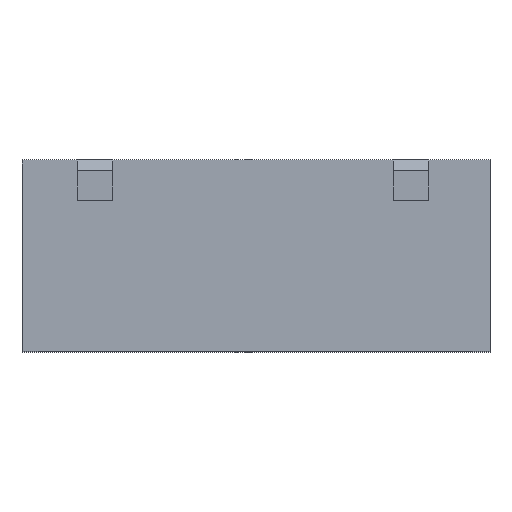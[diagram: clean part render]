
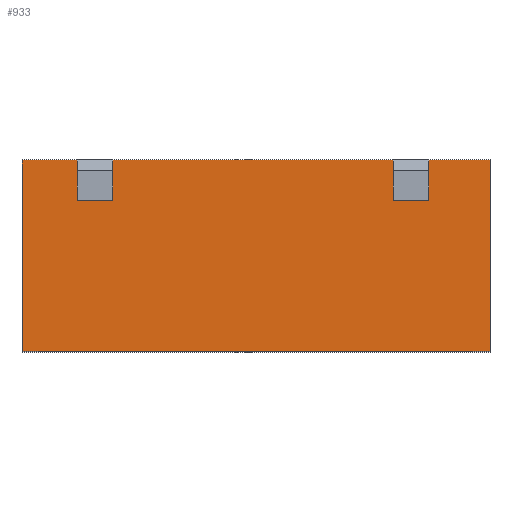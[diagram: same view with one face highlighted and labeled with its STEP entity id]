
A CAD part, top view. The second image highlights one B-rep face of the part: STEP entity #933.
In plain terms, the highlighted planar face has unit normal (0, 0, 1).
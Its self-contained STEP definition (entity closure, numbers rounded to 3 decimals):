
#47 = VECTOR ( 'NONE', #217, 1000. ) ;
#48 = LINE ( 'NONE', #1004, #47 ) ;
#68 = VECTOR ( 'NONE', #545, 1000. ) ;
#92 = VECTOR ( 'NONE', #640, 1000. ) ;
#129 = DIRECTION ( 'NONE',  ( 0., -1., 0. ) ) ;
#147 = EDGE_LOOP ( 'NONE', ( #265, #892, #471, #262 ) ) ;
#204 = CARTESIAN_POINT ( 'NONE',  ( 0., -19.563, 29.911 ) ) ;
#208 = PLANE ( 'NONE',  #863 ) ;
#217 = DIRECTION ( 'NONE',  ( 1., 0., 0. ) ) ;
#223 = EDGE_CURVE ( 'NONE', #849, #491, #564, .T. ) ;
#245 = CARTESIAN_POINT ( 'NONE',  ( -110., -19.563, 29.911 ) ) ;
#256 = VERTEX_POINT ( 'NONE', #996 ) ;
#262 = ORIENTED_EDGE ( 'NONE', *, *, #801, .T. ) ;
#265 = ORIENTED_EDGE ( 'NONE', *, *, #223, .F. ) ;
#267 = VECTOR ( 'NONE', #922, 1000. ) ;
#291 = EDGE_CURVE ( 'NONE', #340, #849, #48, .T. ) ;
#336 = CARTESIAN_POINT ( 'NONE',  ( 0., 25.437, 29.911 ) ) ;
#340 = VERTEX_POINT ( 'NONE', #935 ) ;
#429 = FACE_OUTER_BOUND ( 'NONE', #147, .T. ) ;
#471 = ORIENTED_EDGE ( 'NONE', *, *, #616, .T. ) ;
#474 = CARTESIAN_POINT ( 'NONE',  ( -110., 25.437, 29.911 ) ) ;
#491 = VERTEX_POINT ( 'NONE', #204 ) ;
#537 = LINE ( 'NONE', #245, #267 ) ;
#545 = DIRECTION ( 'NONE',  ( 0., -1., 0. ) ) ;
#564 = LINE ( 'NONE', #336, #92 ) ;
#616 = EDGE_CURVE ( 'NONE', #340, #256, #914, .T. ) ;
#640 = DIRECTION ( 'NONE',  ( 0., -1., 0. ) ) ;
#799 = CARTESIAN_POINT ( 'NONE',  ( 0., 25.437, 29.911 ) ) ;
#801 = EDGE_CURVE ( 'NONE', #256, #491, #537, .T. ) ;
#829 = DIRECTION ( 'NONE',  ( 0., 0., 1. ) ) ;
#849 = VERTEX_POINT ( 'NONE', #799 ) ;
#863 = AXIS2_PLACEMENT_3D ( 'NONE', #907, #829, #129 ) ;
#892 = ORIENTED_EDGE ( 'NONE', *, *, #291, .F. ) ;
#907 = CARTESIAN_POINT ( 'NONE',  ( -110., 25.437, 29.911 ) ) ;
#914 = LINE ( 'NONE', #474, #68 ) ;
#922 = DIRECTION ( 'NONE',  ( 1., 0., 0. ) ) ;
#933 = ADVANCED_FACE ( 'NONE', ( #429 ), #208, .T. ) ;
#935 = CARTESIAN_POINT ( 'NONE',  ( -110., 25.437, 29.911 ) ) ;
#996 = CARTESIAN_POINT ( 'NONE',  ( -110., -19.563, 29.911 ) ) ;
#1004 = CARTESIAN_POINT ( 'NONE',  ( -110., 25.437, 29.911 ) ) ;
